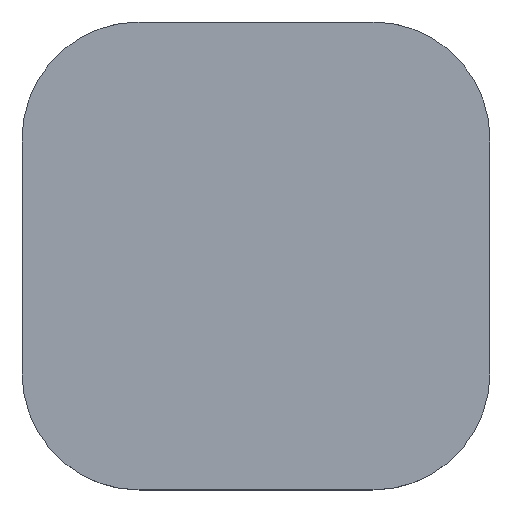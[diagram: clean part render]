
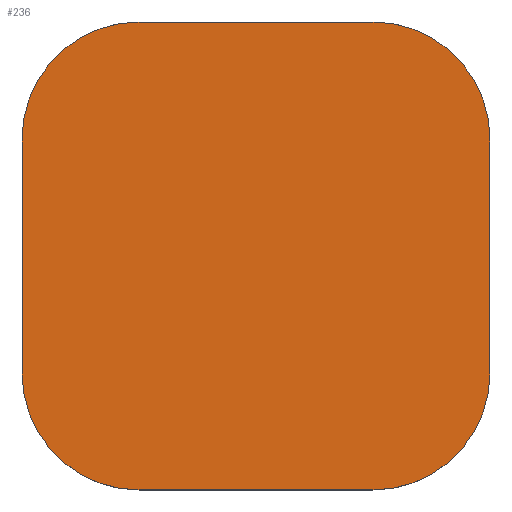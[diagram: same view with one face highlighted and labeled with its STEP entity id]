
A CAD part, top view. The second image highlights one B-rep face of the part: STEP entity #236.
In plain terms, the highlighted planar face has unit normal (0, 0, 1).
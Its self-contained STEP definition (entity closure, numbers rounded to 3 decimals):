
#3 = ORIENTED_EDGE ( 'NONE', *, *, #22, .T. ) ;
#13 = VERTEX_POINT ( 'NONE', #136 ) ;
#14 = VERTEX_POINT ( 'NONE', #330 ) ;
#22 = EDGE_CURVE ( 'NONE', #207, #14, #516, .T. ) ;
#28 = CARTESIAN_POINT ( 'NONE',  ( -10., -10., 6. ) ) ;
#34 = DIRECTION ( 'NONE',  ( -1., 0., 0. ) ) ;
#52 = VECTOR ( 'NONE', #54, 1000. ) ;
#54 = DIRECTION ( 'NONE',  ( 0., 1., 0. ) ) ;
#55 = EDGE_LOOP ( 'NONE', ( #573, #575, #221, #275, #628, #3, #235, #369 ) ) ;
#57 = VERTEX_POINT ( 'NONE', #100 ) ;
#62 = CIRCLE ( 'NONE', #179, 5. ) ;
#76 = EDGE_CURVE ( 'NONE', #498, #167, #561, .T. ) ;
#77 = DIRECTION ( 'NONE',  ( 0., -1., 0. ) ) ;
#79 = CARTESIAN_POINT ( 'NONE',  ( -5., -5., 6. ) ) ;
#89 = EDGE_CURVE ( 'NONE', #57, #408, #62, .T. ) ;
#100 = CARTESIAN_POINT ( 'NONE',  ( 10., 5., 6. ) ) ;
#102 = CARTESIAN_POINT ( 'NONE',  ( 5., 5., 6. ) ) ;
#105 = CIRCLE ( 'NONE', #494, 5. ) ;
#108 = CARTESIAN_POINT ( 'NONE',  ( 10., -10., 6. ) ) ;
#110 = DIRECTION ( 'NONE',  ( 0., 0., -1. ) ) ;
#113 = AXIS2_PLACEMENT_3D ( 'NONE', #79, #175, #422 ) ;
#130 = CARTESIAN_POINT ( 'NONE',  ( -5., 10., 6. ) ) ;
#136 = CARTESIAN_POINT ( 'NONE',  ( -10., 5., 6. ) ) ;
#145 = DIRECTION ( 'NONE',  ( 0., 0., 1. ) ) ;
#146 = VECTOR ( 'NONE', #77, 1000. ) ;
#154 = LINE ( 'NONE', #108, #52 ) ;
#167 = VERTEX_POINT ( 'NONE', #384 ) ;
#169 = VECTOR ( 'NONE', #457, 1000. ) ;
#170 = DIRECTION ( 'NONE',  ( -1., 0., 0. ) ) ;
#175 = DIRECTION ( 'NONE',  ( 0., 0., 1. ) ) ;
#176 = CARTESIAN_POINT ( 'NONE',  ( -5., 5., 6. ) ) ;
#179 = AXIS2_PLACEMENT_3D ( 'NONE', #102, #145, #531 ) ;
#188 = VECTOR ( 'NONE', #478, 1000. ) ;
#207 = VERTEX_POINT ( 'NONE', #360 ) ;
#221 = ORIENTED_EDGE ( 'NONE', *, *, #640, .T. ) ;
#235 = ORIENTED_EDGE ( 'NONE', *, *, #296, .T. ) ;
#236 = ADVANCED_FACE ( 'NONE', ( #496 ), #259, .F. ) ;
#238 = DIRECTION ( 'NONE',  ( -1., 0., 0. ) ) ;
#244 = EDGE_CURVE ( 'NONE', #167, #57, #154, .T. ) ;
#259 = PLANE ( 'NONE',  #497 ) ;
#264 = LINE ( 'NONE', #448, #169 ) ;
#275 = ORIENTED_EDGE ( 'NONE', *, *, #367, .T. ) ;
#285 = CARTESIAN_POINT ( 'NONE',  ( -10., 10., 6. ) ) ;
#296 = EDGE_CURVE ( 'NONE', #14, #498, #264, .T. ) ;
#323 = CARTESIAN_POINT ( 'NONE',  ( 5., 10., 6. ) ) ;
#328 = LINE ( 'NONE', #285, #188 ) ;
#330 = CARTESIAN_POINT ( 'NONE',  ( -5., -10., 6. ) ) ;
#360 = CARTESIAN_POINT ( 'NONE',  ( -10., -5., 6. ) ) ;
#367 = EDGE_CURVE ( 'NONE', #373, #13, #105, .T. ) ;
#369 = ORIENTED_EDGE ( 'NONE', *, *, #76, .T. ) ;
#373 = VERTEX_POINT ( 'NONE', #130 ) ;
#378 = DIRECTION ( 'NONE',  ( 0., 0., 1. ) ) ;
#384 = CARTESIAN_POINT ( 'NONE',  ( 10., -5., 6. ) ) ;
#406 = EDGE_CURVE ( 'NONE', #13, #207, #621, .T. ) ;
#408 = VERTEX_POINT ( 'NONE', #323 ) ;
#422 = DIRECTION ( 'NONE',  ( -1., 0., 0. ) ) ;
#448 = CARTESIAN_POINT ( 'NONE',  ( -10., -10., 6. ) ) ;
#457 = DIRECTION ( 'NONE',  ( 1., 0., 0. ) ) ;
#478 = DIRECTION ( 'NONE',  ( -1., 0., 0. ) ) ;
#479 = DIRECTION ( 'NONE',  ( 0., 0., 1. ) ) ;
#494 = AXIS2_PLACEMENT_3D ( 'NONE', #176, #378, #34 ) ;
#496 = FACE_OUTER_BOUND ( 'NONE', #55, .T. ) ;
#497 = AXIS2_PLACEMENT_3D ( 'NONE', #506, #110, #170 ) ;
#498 = VERTEX_POINT ( 'NONE', #539 ) ;
#506 = CARTESIAN_POINT ( 'NONE',  ( 0., 0., 6. ) ) ;
#516 = CIRCLE ( 'NONE', #113, 5. ) ;
#531 = DIRECTION ( 'NONE',  ( -1., 0., 0. ) ) ;
#539 = CARTESIAN_POINT ( 'NONE',  ( 5., -10., 6. ) ) ;
#561 = CIRCLE ( 'NONE', #638, 5. ) ;
#573 = ORIENTED_EDGE ( 'NONE', *, *, #244, .T. ) ;
#575 = ORIENTED_EDGE ( 'NONE', *, *, #89, .T. ) ;
#584 = CARTESIAN_POINT ( 'NONE',  ( 5., -5., 6. ) ) ;
#621 = LINE ( 'NONE', #28, #146 ) ;
#628 = ORIENTED_EDGE ( 'NONE', *, *, #406, .T. ) ;
#638 = AXIS2_PLACEMENT_3D ( 'NONE', #584, #479, #238 ) ;
#640 = EDGE_CURVE ( 'NONE', #408, #373, #328, .T. ) ;
